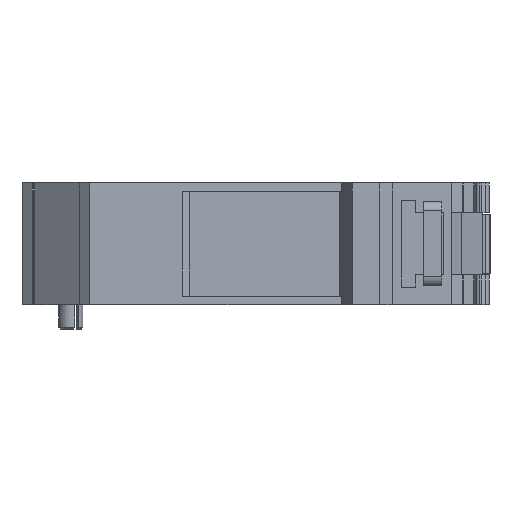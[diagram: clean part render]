
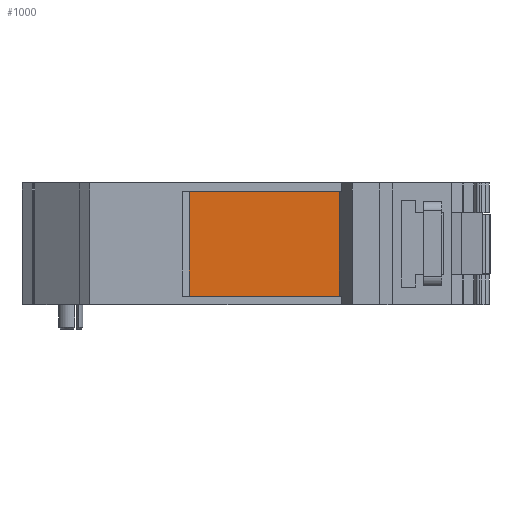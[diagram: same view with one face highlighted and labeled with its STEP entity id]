
A CAD part, left-side view. The second image highlights one B-rep face of the part: STEP entity #1000.
In plain terms, the highlighted planar face has unit normal (-1, 0, 0).
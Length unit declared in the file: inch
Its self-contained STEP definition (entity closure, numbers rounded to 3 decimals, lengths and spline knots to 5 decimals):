
#57 = ORIENTED_EDGE ( 'NONE', *, *, #338, .F. ) ;
#117 = DIRECTION ( 'NONE',  ( 0., -1., 0. ) ) ;
#292 = VERTEX_POINT ( 'NONE', #6062 ) ;
#338 = EDGE_CURVE ( 'NONE', #292, #8188, #10338, .T. ) ;
#681 = DIRECTION ( 'NONE',  ( 0., 1., 0. ) ) ;
#1000 = ADVANCED_FACE ( 'NONE', ( #10209 ), #9999, .T. ) ;
#1271 = VECTOR ( 'NONE', #8791, 39.37008 ) ;
#1372 = LINE ( 'NONE', #7851, #4042 ) ;
#1579 = CARTESIAN_POINT ( 'NONE',  ( -1.33858, -1.08265, 0.05512 ) ) ;
#1916 = CARTESIAN_POINT ( 'NONE',  ( -1.33858, -1.08265, 0.73228 ) ) ;
#2603 = CARTESIAN_POINT ( 'NONE',  ( -1.33858, -0.44488, 0.73228 ) ) ;
#3870 = LINE ( 'NONE', #5533, #1271 ) ;
#4003 = ORIENTED_EDGE ( 'NONE', *, *, #9996, .F. ) ;
#4042 = VECTOR ( 'NONE', #681, 39.37008 ) ;
#4069 = ORIENTED_EDGE ( 'NONE', *, *, #8808, .F. ) ;
#4095 = EDGE_LOOP ( 'NONE', ( #7916, #4003, #57, #4069 ) ) ;
#4220 = LINE ( 'NONE', #2603, #8526 ) ;
#4862 = VECTOR ( 'NONE', #8769, 39.37008 ) ;
#5533 = CARTESIAN_POINT ( 'NONE',  ( -1.33858, -1.08265, -0.97968 ) ) ;
#5878 = DIRECTION ( 'NONE',  ( 0., -1., 0. ) ) ;
#5961 = VERTEX_POINT ( 'NONE', #1916 ) ;
#6062 = CARTESIAN_POINT ( 'NONE',  ( -1.33858, -2.05113, 0.73228 ) ) ;
#6065 = AXIS2_PLACEMENT_3D ( 'NONE', #7720, #10050, #5878 ) ;
#7571 = VERTEX_POINT ( 'NONE', #1579 ) ;
#7720 = CARTESIAN_POINT ( 'NONE',  ( -1.33858, -2.05799, -4.26669 ) ) ;
#7851 = CARTESIAN_POINT ( 'NONE',  ( -1.33858, -2.24409, 0.05512 ) ) ;
#7897 = CARTESIAN_POINT ( 'NONE',  ( -1.33858, -2.05113, 0.3937 ) ) ;
#7916 = ORIENTED_EDGE ( 'NONE', *, *, #9493, .T. ) ;
#8188 = VERTEX_POINT ( 'NONE', #9284 ) ;
#8526 = VECTOR ( 'NONE', #117, 39.37008 ) ;
#8769 = DIRECTION ( 'NONE',  ( 0., 0., -1. ) ) ;
#8791 = DIRECTION ( 'NONE',  ( 0., 0., -1. ) ) ;
#8808 = EDGE_CURVE ( 'NONE', #5961, #292, #4220, .T. ) ;
#9284 = CARTESIAN_POINT ( 'NONE',  ( -1.33858, -2.05113, 0.05512 ) ) ;
#9493 = EDGE_CURVE ( 'NONE', #5961, #7571, #3870, .T. ) ;
#9996 = EDGE_CURVE ( 'NONE', #8188, #7571, #1372, .T. ) ;
#9999 = PLANE ( 'NONE',  #6065 ) ;
#10050 = DIRECTION ( 'NONE',  ( -1., 0., 0. ) ) ;
#10209 = FACE_OUTER_BOUND ( 'NONE', #4095, .T. ) ;
#10338 = LINE ( 'NONE', #7897, #4862 ) ;
